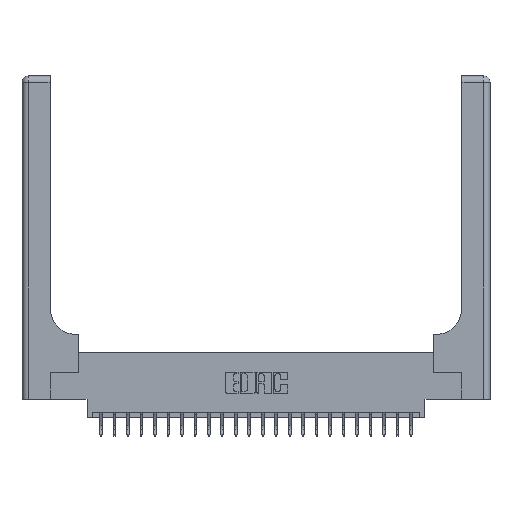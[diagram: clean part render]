
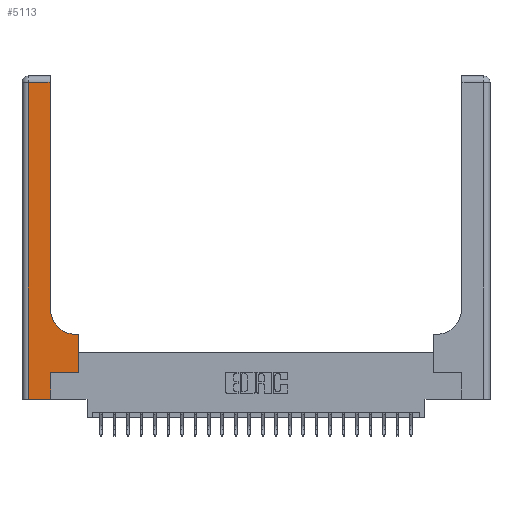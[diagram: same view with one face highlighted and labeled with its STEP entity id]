
A CAD part, top view. The second image highlights one B-rep face of the part: STEP entity #5113.
In plain terms, the highlighted planar face has unit normal (0, 0, 1).
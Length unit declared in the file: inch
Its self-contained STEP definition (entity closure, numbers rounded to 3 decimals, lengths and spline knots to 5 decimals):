
#229 = VECTOR ( 'NONE', #4713, 39.37008 ) ;
#360 = CARTESIAN_POINT ( 'NONE',  ( 0.26, 0.6, 0.37 ) ) ;
#374 = DIRECTION ( 'NONE',  ( 0., -1., 0. ) ) ;
#668 = AXIS2_PLACEMENT_3D ( 'NONE', #23649, #21935, #6963 ) ;
#698 = CARTESIAN_POINT ( 'NONE',  ( 0.06, 2.94, 0.37 ) ) ;
#1013 = VERTEX_POINT ( 'NONE', #19292 ) ;
#1416 = LINE ( 'NONE', #2887, #19556 ) ;
#1705 = CARTESIAN_POINT ( 'NONE',  ( 0.26, 0.85, 0.37 ) ) ;
#2153 = EDGE_CURVE ( 'NONE', #18244, #8012, #10901, .T. ) ;
#2393 = ORIENTED_EDGE ( 'NONE', *, *, #11879, .T. ) ;
#2420 = CARTESIAN_POINT ( 'NONE',  ( 0.265, 0.25, 0.37 ) ) ;
#2887 = CARTESIAN_POINT ( 'NONE',  ( 0., 2.94, 0.37 ) ) ;
#3136 = DIRECTION ( 'NONE',  ( -1., 0., 0. ) ) ;
#3580 = CARTESIAN_POINT ( 'NONE',  ( 0.26, 2.94, 0.37 ) ) ;
#3732 = ORIENTED_EDGE ( 'NONE', *, *, #17047, .T. ) ;
#4713 = DIRECTION ( 'NONE',  ( 1., 0., 0. ) ) ;
#5113 = ADVANCED_FACE ( 'NONE', ( #16207 ), #18047, .F. ) ;
#5450 = DIRECTION ( 'NONE',  ( 1., 0., 0. ) ) ;
#5913 = CARTESIAN_POINT ( 'NONE',  ( 0.265, 0., 0.37 ) ) ;
#6642 = ORIENTED_EDGE ( 'NONE', *, *, #14967, .T. ) ;
#6963 = DIRECTION ( 'NONE',  ( -1., 0., 0. ) ) ;
#7190 = VECTOR ( 'NONE', #5450, 39.37008 ) ;
#7258 = ORIENTED_EDGE ( 'NONE', *, *, #13447, .T. ) ;
#7370 = CARTESIAN_POINT ( 'NONE',  ( 0.265, 0., 0.37 ) ) ;
#7995 = CARTESIAN_POINT ( 'NONE',  ( 0.528, 0.25, 0.37 ) ) ;
#8012 = VERTEX_POINT ( 'NONE', #7370 ) ;
#8208 = DIRECTION ( 'NONE',  ( 1., 0., 0. ) ) ;
#8269 = ORIENTED_EDGE ( 'NONE', *, *, #9343, .T. ) ;
#9303 = ORIENTED_EDGE ( 'NONE', *, *, #23946, .T. ) ;
#9343 = EDGE_CURVE ( 'NONE', #1013, #21282, #12396, .T. ) ;
#9659 = AXIS2_PLACEMENT_3D ( 'NONE', #21487, #17845, #8208 ) ;
#9897 = ORIENTED_EDGE ( 'NONE', *, *, #11139, .T. ) ;
#10060 = CARTESIAN_POINT ( 'NONE',  ( 0.528, 0.25, 0.37 ) ) ;
#10404 = VECTOR ( 'NONE', #374, 39.37008 ) ;
#10496 = CARTESIAN_POINT ( 'NONE',  ( 0.26, 3., 0.37 ) ) ;
#10901 = LINE ( 'NONE', #14692, #7190 ) ;
#11079 = EDGE_CURVE ( 'NONE', #21282, #18980, #21040, .T. ) ;
#11096 = VERTEX_POINT ( 'NONE', #698 ) ;
#11139 = EDGE_CURVE ( 'NONE', #14619, #15254, #21157, .T. ) ;
#11667 = DIRECTION ( 'NONE',  ( -1., 0., 0. ) ) ;
#11879 = EDGE_CURVE ( 'NONE', #15254, #1013, #20352, .T. ) ;
#12396 = CIRCLE ( 'NONE', #9659, 0.25 ) ;
#13321 = DIRECTION ( 'NONE',  ( 0., 1., 0. ) ) ;
#13447 = EDGE_CURVE ( 'NONE', #23223, #14619, #17397, .T. ) ;
#14619 = VERTEX_POINT ( 'NONE', #10060 ) ;
#14692 = CARTESIAN_POINT ( 'NONE',  ( 0., 0., 0.37 ) ) ;
#14859 = CARTESIAN_POINT ( 'NONE',  ( 0.06, 0., 0.37 ) ) ;
#14967 = EDGE_CURVE ( 'NONE', #8012, #23223, #18823, .T. ) ;
#15056 = VECTOR ( 'NONE', #13321, 39.37008 ) ;
#15254 = VERTEX_POINT ( 'NONE', #23799 ) ;
#16207 = FACE_OUTER_BOUND ( 'NONE', #17089, .T. ) ;
#16490 = VECTOR ( 'NONE', #22748, 39.37008 ) ;
#17047 = EDGE_CURVE ( 'NONE', #11096, #18244, #18766, .T. ) ;
#17089 = EDGE_LOOP ( 'NONE', ( #23776, #9303, #3732, #17637, #6642, #7258, #9897, #2393, #8269 ) ) ;
#17309 = CARTESIAN_POINT ( 'NONE',  ( 0.06, 3., 0.37 ) ) ;
#17397 = LINE ( 'NONE', #2420, #229 ) ;
#17637 = ORIENTED_EDGE ( 'NONE', *, *, #2153, .T. ) ;
#17683 = VECTOR ( 'NONE', #11667, 39.37008 ) ;
#17845 = DIRECTION ( 'NONE',  ( 0., 0., -1. ) ) ;
#18047 = PLANE ( 'NONE',  #668 ) ;
#18244 = VERTEX_POINT ( 'NONE', #14859 ) ;
#18766 = LINE ( 'NONE', #17309, #10404 ) ;
#18823 = LINE ( 'NONE', #5913, #15056 ) ;
#18972 = DIRECTION ( 'NONE',  ( 0., 1., 0. ) ) ;
#18980 = VERTEX_POINT ( 'NONE', #3580 ) ;
#19292 = CARTESIAN_POINT ( 'NONE',  ( 0.51, 0.6, 0.37 ) ) ;
#19556 = VECTOR ( 'NONE', #3136, 39.37008 ) ;
#20344 = CARTESIAN_POINT ( 'NONE',  ( 0.265, 0.25, 0.37 ) ) ;
#20352 = LINE ( 'NONE', #360, #17683 ) ;
#21040 = LINE ( 'NONE', #10496, #22335 ) ;
#21157 = LINE ( 'NONE', #7995, #16490 ) ;
#21282 = VERTEX_POINT ( 'NONE', #1705 ) ;
#21487 = CARTESIAN_POINT ( 'NONE',  ( 0.51, 0.85, 0.37 ) ) ;
#21935 = DIRECTION ( 'NONE',  ( 0., 0., -1. ) ) ;
#22335 = VECTOR ( 'NONE', #18972, 39.37008 ) ;
#22748 = DIRECTION ( 'NONE',  ( 0., 1., 0. ) ) ;
#23223 = VERTEX_POINT ( 'NONE', #20344 ) ;
#23649 = CARTESIAN_POINT ( 'NONE',  ( 0., 3., 0.37 ) ) ;
#23776 = ORIENTED_EDGE ( 'NONE', *, *, #11079, .T. ) ;
#23799 = CARTESIAN_POINT ( 'NONE',  ( 0.528, 0.6, 0.37 ) ) ;
#23946 = EDGE_CURVE ( 'NONE', #18980, #11096, #1416, .T. ) ;
